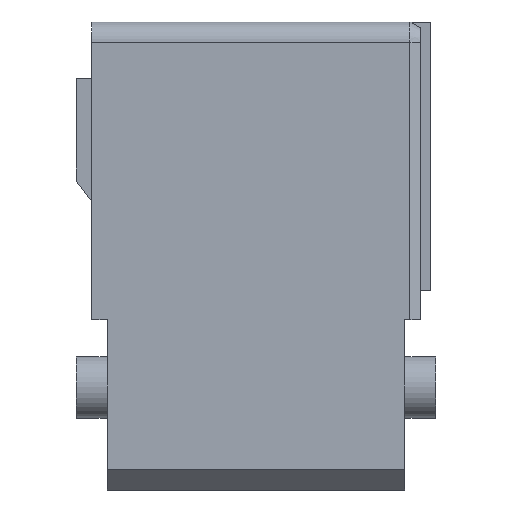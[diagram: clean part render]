
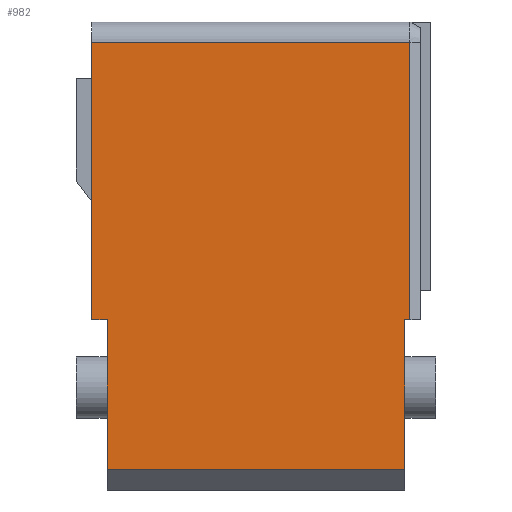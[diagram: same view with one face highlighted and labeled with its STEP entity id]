
A CAD part, front view. The second image highlights one B-rep face of the part: STEP entity #982.
In plain terms, the highlighted planar face has unit normal (0, -1, 0).
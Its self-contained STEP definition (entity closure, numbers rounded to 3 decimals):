
#58 = VECTOR ( 'NONE', #2533, 1000. ) ;
#79 = PLANE ( 'NONE',  #2639 ) ;
#94 = ORIENTED_EDGE ( 'NONE', *, *, #1915, .T. ) ;
#96 = DIRECTION ( 'NONE',  ( 0., 0., -1. ) ) ;
#119 = ORIENTED_EDGE ( 'NONE', *, *, #1934, .T. ) ;
#136 = ORIENTED_EDGE ( 'NONE', *, *, #1604, .F. ) ;
#176 = LINE ( 'NONE', #2016, #58 ) ;
#228 = CARTESIAN_POINT ( 'NONE',  ( 29.5, -12.4, 22.8 ) ) ;
#269 = CARTESIAN_POINT ( 'NONE',  ( 30.5, -12.4, -6.2 ) ) ;
#387 = VECTOR ( 'NONE', #96, 1000. ) ;
#408 = CARTESIAN_POINT ( 'NONE',  ( -1.5, -12.4, -6.2 ) ) ;
#414 = CARTESIAN_POINT ( 'NONE',  ( 0., -12.4, -20.8 ) ) ;
#454 = CARTESIAN_POINT ( 'NONE',  ( 29.5, -12.4, -6.2 ) ) ;
#501 = VERTEX_POINT ( 'NONE', #2501 ) ;
#516 = VERTEX_POINT ( 'NONE', #408 ) ;
#708 = VERTEX_POINT ( 'NONE', #1292 ) ;
#799 = VECTOR ( 'NONE', #2623, 1000. ) ;
#886 = EDGE_CURVE ( 'NONE', #516, #2142, #2581, .T. ) ;
#914 = VECTOR ( 'NONE', #2382, 1000. ) ;
#918 = CARTESIAN_POINT ( 'NONE',  ( 29., -12.4, 20.8 ) ) ;
#965 = DIRECTION ( 'NONE',  ( 1., 0., 0. ) ) ;
#982 = ADVANCED_FACE ( 'NONE', ( #1118 ), #79, .F. ) ;
#1048 = LINE ( 'NONE', #2676, #387 ) ;
#1118 = FACE_OUTER_BOUND ( 'NONE', #1630, .T. ) ;
#1283 = VERTEX_POINT ( 'NONE', #1575 ) ;
#1292 = CARTESIAN_POINT ( 'NONE',  ( 29., -12.4, -6.2 ) ) ;
#1294 = VECTOR ( 'NONE', #3335, 1000. ) ;
#1330 = CARTESIAN_POINT ( 'NONE',  ( -1.5, -12.4, 22.8 ) ) ;
#1481 = ORIENTED_EDGE ( 'NONE', *, *, #2880, .T. ) ;
#1535 = LINE ( 'NONE', #1330, #914 ) ;
#1575 = CARTESIAN_POINT ( 'NONE',  ( -1.5, -12.4, 20.8 ) ) ;
#1604 = EDGE_CURVE ( 'NONE', #708, #3206, #1048, .T. ) ;
#1630 = EDGE_LOOP ( 'NONE', ( #2665, #94, #2037, #3229, #2324, #1481, #119, #136 ) ) ;
#1762 = EDGE_CURVE ( 'NONE', #501, #1283, #3292, .T. ) ;
#1877 = VERTEX_POINT ( 'NONE', #454 ) ;
#1890 = DIRECTION ( 'NONE',  ( 0., 1., 0. ) ) ;
#1911 = CARTESIAN_POINT ( 'NONE',  ( 0., -12.4, -6.2 ) ) ;
#1915 = EDGE_CURVE ( 'NONE', #1877, #501, #2580, .T. ) ;
#1934 = EDGE_CURVE ( 'NONE', #3073, #3206, #2286, .T. ) ;
#1965 = DIRECTION ( 'NONE',  ( -1., 0., 0. ) ) ;
#2016 = CARTESIAN_POINT ( 'NONE',  ( 0., -12.4, 22.8 ) ) ;
#2037 = ORIENTED_EDGE ( 'NONE', *, *, #1762, .T. ) ;
#2142 = VERTEX_POINT ( 'NONE', #1911 ) ;
#2286 = LINE ( 'NONE', #3111, #1294 ) ;
#2324 = ORIENTED_EDGE ( 'NONE', *, *, #886, .T. ) ;
#2339 = CARTESIAN_POINT ( 'NONE',  ( -1.5, -12.4, -6.2 ) ) ;
#2362 = LINE ( 'NONE', #269, #799 ) ;
#2382 = DIRECTION ( 'NONE',  ( 0., 0., -1. ) ) ;
#2392 = CARTESIAN_POINT ( 'NONE',  ( 29., -12.4, 22.8 ) ) ;
#2501 = CARTESIAN_POINT ( 'NONE',  ( 29.5, -12.4, 20.8 ) ) ;
#2533 = DIRECTION ( 'NONE',  ( 0., 0., -1. ) ) ;
#2545 = DIRECTION ( 'NONE',  ( 0., 0., 1. ) ) ;
#2580 = LINE ( 'NONE', #228, #3379 ) ;
#2581 = LINE ( 'NONE', #2339, #3204 ) ;
#2623 = DIRECTION ( 'NONE',  ( -1., 0., 0. ) ) ;
#2639 = AXIS2_PLACEMENT_3D ( 'NONE', #2392, #1890, #3183 ) ;
#2665 = ORIENTED_EDGE ( 'NONE', *, *, #3359, .F. ) ;
#2676 = CARTESIAN_POINT ( 'NONE',  ( 29., -12.4, 22.8 ) ) ;
#2678 = VECTOR ( 'NONE', #1965, 1000. ) ;
#2704 = CARTESIAN_POINT ( 'NONE',  ( 29., -12.4, -20.8 ) ) ;
#2723 = EDGE_CURVE ( 'NONE', #1283, #516, #1535, .T. ) ;
#2880 = EDGE_CURVE ( 'NONE', #2142, #3073, #176, .T. ) ;
#3073 = VERTEX_POINT ( 'NONE', #414 ) ;
#3111 = CARTESIAN_POINT ( 'NONE',  ( 29., -12.4, -20.8 ) ) ;
#3183 = DIRECTION ( 'NONE',  ( 0., 0., 1. ) ) ;
#3204 = VECTOR ( 'NONE', #965, 1000. ) ;
#3206 = VERTEX_POINT ( 'NONE', #2704 ) ;
#3229 = ORIENTED_EDGE ( 'NONE', *, *, #2723, .T. ) ;
#3292 = LINE ( 'NONE', #918, #2678 ) ;
#3335 = DIRECTION ( 'NONE',  ( 1., 0., 0. ) ) ;
#3359 = EDGE_CURVE ( 'NONE', #1877, #708, #2362, .T. ) ;
#3379 = VECTOR ( 'NONE', #2545, 1000. ) ;
